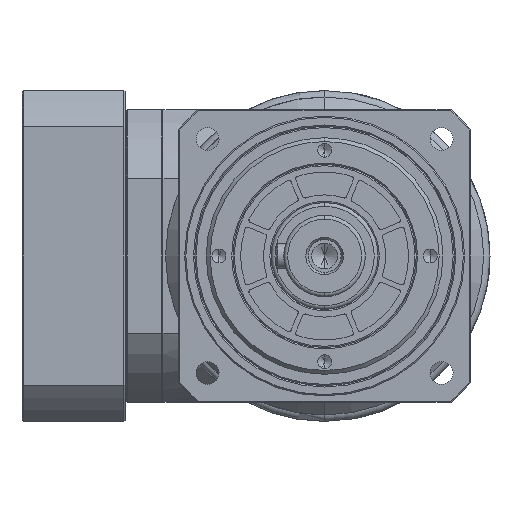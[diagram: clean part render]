
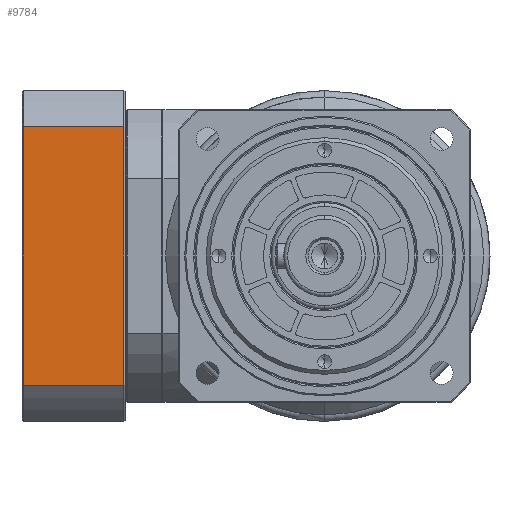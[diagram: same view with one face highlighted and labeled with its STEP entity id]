
A CAD part, left-side view. The second image highlights one B-rep face of the part: STEP entity #9784.
In plain terms, the highlighted face is planar.
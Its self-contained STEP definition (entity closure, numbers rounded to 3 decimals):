
#8375=CARTESIAN_POINT('',(40.,-50.806,65.));
#8388=DIRECTION('',(-1.,0.,0.));
#8389=VECTOR('',#8388,39.5);
#8390=CARTESIAN_POINT('',(40.,-50.806,65.));
#8391=LINE('',#8390,#8389);
#8462=DIRECTION('',(1.,0.,0.));
#8463=VECTOR('',#8462,39.5);
#8464=CARTESIAN_POINT('',(0.5,50.806,65.));
#8465=LINE('',#8464,#8463);
#8474=DIRECTION('',(0.,-1.,0.));
#8475=VECTOR('',#8474,101.612);
#8476=CARTESIAN_POINT('',(40.,50.806,65.));
#8477=LINE('',#8476,#8475);
#8478=DIRECTION('',(0.,1.,0.));
#8479=VECTOR('',#8478,101.612);
#8480=CARTESIAN_POINT('',(0.5,-50.806,65.));
#8481=LINE('',#8480,#8479);
#9329=CARTESIAN_POINT('',(0.5,50.806,65.));
#9331=VERTEX_POINT('',#9329);
#9350=VERTEX_POINT('',#8375);
#9480=CARTESIAN_POINT('',(40.,50.806,65.));
#9481=VERTEX_POINT('',#9480);
#9512=CARTESIAN_POINT('',(0.5,-50.806,65.));
#9513=VERTEX_POINT('',#9512);
#9771=CARTESIAN_POINT('',(0.,-65.,65.));
#9772=DIRECTION('',(0.,0.,1.));
#9773=DIRECTION('',(1.,0.,0.));
#9774=AXIS2_PLACEMENT_3D('',#9771,#9772,#9773);
#9775=PLANE('',#9774);
#9776=ORIENTED_EDGE('',*,*,#9761,.T.);
#9778=ORIENTED_EDGE('',*,*,#9777,.T.);
#9779=ORIENTED_EDGE('',*,*,#9639,.T.);
#9781=ORIENTED_EDGE('',*,*,#9780,.T.);
#9782=EDGE_LOOP('',(#9776,#9778,#9779,#9781));
#9783=FACE_OUTER_BOUND('',#9782,.F.);
#9784=ADVANCED_FACE('',(#9783),#9775,.T.);
#9639=EDGE_CURVE('',#9350,#9513,#8391,.T.);
#9761=EDGE_CURVE('',#9331,#9481,#8465,.T.);
#9777=EDGE_CURVE('',#9481,#9350,#8477,.T.);
#9780=EDGE_CURVE('',#9513,#9331,#8481,.T.);
